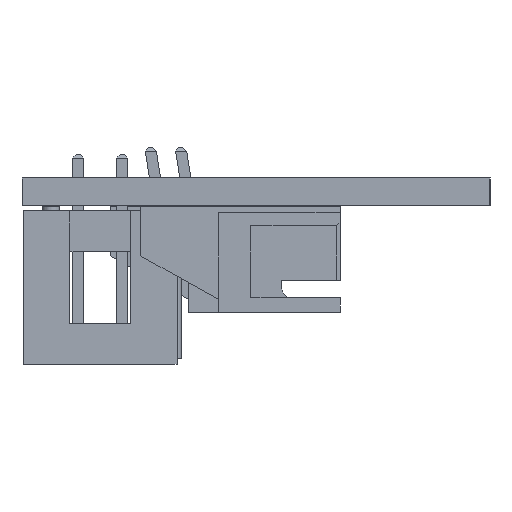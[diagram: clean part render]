
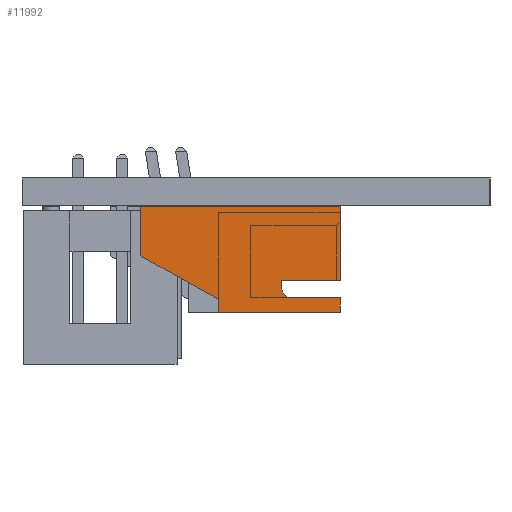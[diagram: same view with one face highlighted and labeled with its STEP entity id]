
A CAD part, left-side view. The second image highlights one B-rep face of the part: STEP entity #11992.
In plain terms, the highlighted face is planar.
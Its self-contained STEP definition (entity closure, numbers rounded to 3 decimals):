
#11410 = VERTEX_POINT('',#11411);
#11411 = CARTESIAN_POINT('',(4.95,-2.2,5.35));
#11419 = EDGE_CURVE('',#11410,#11420,#11422,.T.);
#11420 = VERTEX_POINT('',#11421);
#11421 = CARTESIAN_POINT('',(4.95,-2.2,6.1));
#11422 = LINE('',#11423,#11424);
#11423 = CARTESIAN_POINT('',(4.95,-2.2,0.35));
#11424 = VECTOR('',#11425,1.);
#11425 = DIRECTION('',(0.,0.,1.));
#11532 = VERTEX_POINT('',#11533);
#11533 = CARTESIAN_POINT('',(4.95,-9.2,0.));
#11539 = EDGE_CURVE('',#11532,#11540,#11542,.T.);
#11540 = VERTEX_POINT('',#11541);
#11541 = CARTESIAN_POINT('',(4.95,-9.2,4.25));
#11542 = LINE('',#11543,#11544);
#11543 = CARTESIAN_POINT('',(4.95,-9.2,0.));
#11544 = VECTOR('',#11545,1.);
#11545 = DIRECTION('',(0.,0.,1.));
#11707 = EDGE_CURVE('',#11420,#11708,#11710,.T.);
#11708 = VERTEX_POINT('',#11709);
#11709 = CARTESIAN_POINT('',(4.95,-9.2,6.1));
#11710 = LINE('',#11711,#11712);
#11711 = CARTESIAN_POINT('',(4.95,-2.2,6.1));
#11712 = VECTOR('',#11713,1.);
#11713 = DIRECTION('',(0.,-1.,0.));
#11975 = VERTEX_POINT('',#11976);
#11976 = CARTESIAN_POINT('',(4.95,2.3,2.85));
#11982 = EDGE_CURVE('',#11410,#11975,#11983,.T.);
#11983 = LINE('',#11984,#11985);
#11984 = CARTESIAN_POINT('',(4.95,-2.2,5.35));
#11985 = VECTOR('',#11986,1.);
#11986 = DIRECTION('',(0.,0.874,-0.486
    ));
#11992 = ADVANCED_FACE('',(#11993),#12052,.T.);
#11993 = FACE_BOUND('',#11994,.T.);
#11994 = EDGE_LOOP('',(#11995,#11996,#12004,#12010,#12011,#12012,#12013,
    #12021,#12029,#12038,#12046));
#11995 = ORIENTED_EDGE('',*,*,#11539,.F.);
#11996 = ORIENTED_EDGE('',*,*,#11997,.F.);
#11997 = EDGE_CURVE('',#11998,#11532,#12000,.T.);
#11998 = VERTEX_POINT('',#11999);
#11999 = CARTESIAN_POINT('',(4.95,2.3,0.));
#12000 = LINE('',#12001,#12002);
#12001 = CARTESIAN_POINT('',(4.95,2.3,0.));
#12002 = VECTOR('',#12003,1.);
#12003 = DIRECTION('',(0.,-1.,0.));
#12004 = ORIENTED_EDGE('',*,*,#12005,.F.);
#12005 = EDGE_CURVE('',#11975,#11998,#12006,.T.);
#12006 = LINE('',#12007,#12008);
#12007 = CARTESIAN_POINT('',(4.95,2.3,2.85));
#12008 = VECTOR('',#12009,1.);
#12009 = DIRECTION('',(-0.,0.,-1.));
#12010 = ORIENTED_EDGE('',*,*,#11982,.F.);
#12011 = ORIENTED_EDGE('',*,*,#11419,.T.);
#12012 = ORIENTED_EDGE('',*,*,#11707,.T.);
#12013 = ORIENTED_EDGE('',*,*,#12014,.F.);
#12014 = EDGE_CURVE('',#12015,#11708,#12017,.T.);
#12015 = VERTEX_POINT('',#12016);
#12016 = CARTESIAN_POINT('',(4.95,-9.2,5.25));
#12017 = LINE('',#12018,#12019);
#12018 = CARTESIAN_POINT('',(4.95,-9.2,0.35));
#12019 = VECTOR('',#12020,1.);
#12020 = DIRECTION('',(0.,0.,1.));
#12021 = ORIENTED_EDGE('',*,*,#12022,.T.);
#12022 = EDGE_CURVE('',#12015,#12023,#12025,.T.);
#12023 = VERTEX_POINT('',#12024);
#12024 = CARTESIAN_POINT('',(4.95,-6.35,5.25));
#12025 = LINE('',#12026,#12027);
#12026 = CARTESIAN_POINT('',(4.95,-9.2,5.25));
#12027 = VECTOR('',#12028,1.);
#12028 = DIRECTION('',(0.,1.,0.));
#12029 = ORIENTED_EDGE('',*,*,#12030,.T.);
#12030 = EDGE_CURVE('',#12023,#12031,#12033,.T.);
#12031 = VERTEX_POINT('',#12032);
#12032 = CARTESIAN_POINT('',(4.95,-5.85,4.75));
#12033 = CIRCLE('',#12034,0.5);
#12034 = AXIS2_PLACEMENT_3D('',#12035,#12036,#12037);
#12035 = CARTESIAN_POINT('',(4.95,-6.35,4.75));
#12036 = DIRECTION('',(-1.,0.,0.));
#12037 = DIRECTION('',(0.,0.,1.));
#12038 = ORIENTED_EDGE('',*,*,#12039,.T.);
#12039 = EDGE_CURVE('',#12031,#12040,#12042,.T.);
#12040 = VERTEX_POINT('',#12041);
#12041 = CARTESIAN_POINT('',(4.95,-5.85,4.25));
#12042 = LINE('',#12043,#12044);
#12043 = CARTESIAN_POINT('',(4.95,-5.85,4.75));
#12044 = VECTOR('',#12045,1.);
#12045 = DIRECTION('',(0.,0.,-1.));
#12046 = ORIENTED_EDGE('',*,*,#12047,.T.);
#12047 = EDGE_CURVE('',#12040,#11540,#12048,.T.);
#12048 = LINE('',#12049,#12050);
#12049 = CARTESIAN_POINT('',(4.95,-5.85,4.25));
#12050 = VECTOR('',#12051,1.);
#12051 = DIRECTION('',(0.,-1.,0.));
#12052 = PLANE('',#12053);
#12053 = AXIS2_PLACEMENT_3D('',#12054,#12055,#12056);
#12054 = CARTESIAN_POINT('',(4.95,-4.427,3.048));
#12055 = DIRECTION('',(1.,0.,0.));
#12056 = DIRECTION('',(0.,0.,-1.));
